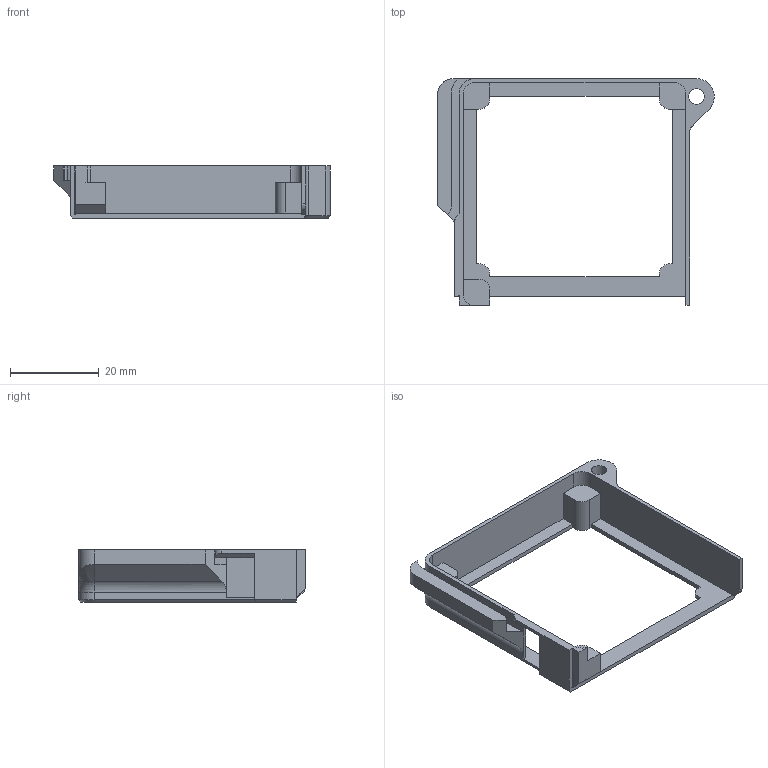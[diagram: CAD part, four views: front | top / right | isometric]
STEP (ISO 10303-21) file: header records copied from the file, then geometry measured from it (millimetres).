
FILE_DESCRIPTION(/* description */ (''),/* implementation_level */ '2;1');
FILE_NAME(/* name */ 'fan-cover_R.stp',/* time_stamp */ '2024-02-08T13:51:42+01:00',/* author */ ('Dominik Tebich'),/* organization */ (''),/* preprocessor_version */ 'ST-DEVELOPER v19.2',/* originating_system */ 'Autodesk Inventor 2023',/* authorisation */ '');
FILE_SCHEMA (('AUTOMOTIVE_DESIGN { 1 0 10303 214 3 1 1 }'));
Length unit declared in the file: millimetre
Products named in the file (1): fan-cover
Bounding box: 62.29 x 51 x 11.75 mm (x, y, z)
Volume: 3993.1 mm3; surface area: 5939.2 mm2
Topology: 1 solids, 1 shells, 142 faces, 399 edges, 259 vertices
Faces by surface type: plane 89, bspline 27, cylinder 21, cone 4, torus 1
Full cylindrical faces by diameter (mm): 3.5 x1, 5.6 x1
Entity records: 4736 total; most frequent: CARTESIAN_POINT 1170, ORIENTED_EDGE 798, DIRECTION 627, EDGE_CURVE 399, LINE 289, VECTOR 289, VERTEX_POINT 259, AXIS2_PLACEMENT_3D 169
